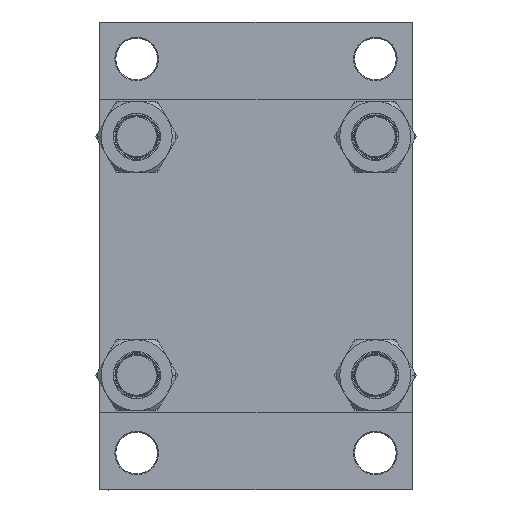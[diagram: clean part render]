
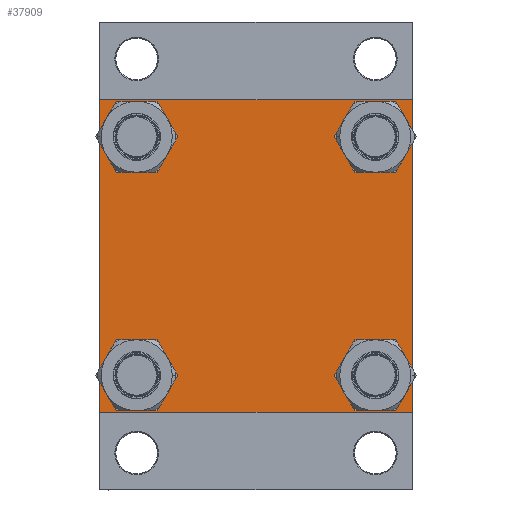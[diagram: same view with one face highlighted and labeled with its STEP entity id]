
A CAD part, left-side view. The second image highlights one B-rep face of the part: STEP entity #37909.
In plain terms, the highlighted planar face has unit normal (-1, 0, 0).
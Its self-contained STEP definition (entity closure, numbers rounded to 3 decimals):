
#667 = CARTESIAN_POINT ( 'NONE',  ( 0., 62.95, -62.95 ) ) ;
#1093 = VECTOR ( 'NONE', #36946, 1000. ) ;
#1631 = DIRECTION ( 'NONE',  ( 1., 0., 0. ) ) ;
#1741 = CARTESIAN_POINT ( 'NONE',  ( 0., -82.25, 82.25 ) ) ;
#1869 = AXIS2_PLACEMENT_3D ( 'NONE', #23114, #8187, #4338 ) ;
#2194 = CARTESIAN_POINT ( 'NONE',  ( 0., 82., 82.5 ) ) ;
#2504 = CARTESIAN_POINT ( 'NONE',  ( 0., 0., 0. ) ) ;
#2676 = ORIENTED_EDGE ( 'NONE', *, *, #3884, .T. ) ;
#3274 = CARTESIAN_POINT ( 'NONE',  ( 0., 62.95, -74.45 ) ) ;
#3884 = EDGE_CURVE ( 'NONE', #37974, #16047, #37154, .T. ) ;
#4338 = DIRECTION ( 'NONE',  ( 0., 0., 1. ) ) ;
#4575 = EDGE_LOOP ( 'NONE', ( #29239, #29200 ) ) ;
#4580 = VERTEX_POINT ( 'NONE', #38118 ) ;
#4746 = CARTESIAN_POINT ( 'NONE',  ( 0., 62.95, -51.45 ) ) ;
#5120 = ORIENTED_EDGE ( 'NONE', *, *, #42693, .T. ) ;
#6092 = DIRECTION ( 'NONE',  ( 0., 0., -1. ) ) ;
#6365 = DIRECTION ( 'NONE',  ( -1., 0., 0. ) ) ;
#6531 = VERTEX_POINT ( 'NONE', #39704 ) ;
#6840 = FACE_BOUND ( 'NONE', #9731, .T. ) ;
#7472 = VERTEX_POINT ( 'NONE', #25954 ) ;
#8187 = DIRECTION ( 'NONE',  ( 1., 0., 0. ) ) ;
#8279 = VERTEX_POINT ( 'NONE', #21904 ) ;
#8517 = DIRECTION ( 'NONE',  ( 0., -0.707, -0.707 ) ) ;
#8749 = VECTOR ( 'NONE', #28018, 1000. ) ;
#9053 = CARTESIAN_POINT ( 'NONE',  ( 0., -62.95, 74.45 ) ) ;
#9073 = DIRECTION ( 'NONE',  ( 1., 0., 0. ) ) ;
#9400 = CARTESIAN_POINT ( 'NONE',  ( 0., -82.5, 82. ) ) ;
#9426 = EDGE_CURVE ( 'NONE', #26120, #6531, #15670, .T. ) ;
#9496 = AXIS2_PLACEMENT_3D ( 'NONE', #667, #40696, #37080 ) ;
#9573 = CARTESIAN_POINT ( 'NONE',  ( 0., -62.95, 62.95 ) ) ;
#9731 = EDGE_LOOP ( 'NONE', ( #21799, #12134 ) ) ;
#9839 = ORIENTED_EDGE ( 'NONE', *, *, #17636, .T. ) ;
#9971 = FACE_BOUND ( 'NONE', #18046, .T. ) ;
#10188 = VERTEX_POINT ( 'NONE', #34646 ) ;
#10419 = EDGE_CURVE ( 'NONE', #4580, #26126, #31822, .T. ) ;
#10786 = DIRECTION ( 'NONE',  ( 0., -1., 0. ) ) ;
#11725 = VECTOR ( 'NONE', #27481, 1000. ) ;
#12134 = ORIENTED_EDGE ( 'NONE', *, *, #19799, .T. ) ;
#12167 = DIRECTION ( 'NONE',  ( 1., 0., 0. ) ) ;
#12206 = DIRECTION ( 'NONE',  ( 0., -0.707, 0.707 ) ) ;
#12342 = CARTESIAN_POINT ( 'NONE',  ( 0., 62.95, 74.45 ) ) ;
#12452 = VERTEX_POINT ( 'NONE', #3274 ) ;
#12628 = DIRECTION ( 'NONE',  ( 0., 0., 1. ) ) ;
#12718 = ORIENTED_EDGE ( 'NONE', *, *, #38722, .T. ) ;
#14414 = LINE ( 'NONE', #43836, #16693 ) ;
#14960 = ORIENTED_EDGE ( 'NONE', *, *, #18495, .T. ) ;
#15239 = LINE ( 'NONE', #25847, #1093 ) ;
#15283 = CARTESIAN_POINT ( 'NONE',  ( 0., -62.95, 51.45 ) ) ;
#15670 = CIRCLE ( 'NONE', #35765, 11.5 ) ;
#15686 = CIRCLE ( 'NONE', #9496, 11.5 ) ;
#15926 = LINE ( 'NONE', #19776, #11725 ) ;
#16047 = VERTEX_POINT ( 'NONE', #9053 ) ;
#16225 = CARTESIAN_POINT ( 'NONE',  ( 0., 82.25, -82.25 ) ) ;
#16491 = AXIS2_PLACEMENT_3D ( 'NONE', #37321, #25793, #17827 ) ;
#16500 = CARTESIAN_POINT ( 'NONE',  ( 0., -82.5, -82. ) ) ;
#16680 = EDGE_CURVE ( 'NONE', #16789, #12452, #15686, .T. ) ;
#16693 = VECTOR ( 'NONE', #10786, 1000. ) ;
#16789 = VERTEX_POINT ( 'NONE', #4746 ) ;
#17103 = CARTESIAN_POINT ( 'NONE',  ( 0., -82., 82.5 ) ) ;
#17294 = EDGE_CURVE ( 'NONE', #29528, #8279, #35517, .T. ) ;
#17636 = EDGE_CURVE ( 'NONE', #28740, #18050, #38886, .T. ) ;
#17827 = DIRECTION ( 'NONE',  ( 0., 0., 1. ) ) ;
#18046 = EDGE_LOOP ( 'NONE', ( #31785, #46985 ) ) ;
#18050 = VERTEX_POINT ( 'NONE', #17103 ) ;
#18495 = EDGE_CURVE ( 'NONE', #8279, #10188, #37496, .T. ) ;
#18660 = EDGE_CURVE ( 'NONE', #33003, #29528, #15239, .T. ) ;
#19632 = EDGE_CURVE ( 'NONE', #6531, #26120, #33461, .T. ) ;
#19776 = CARTESIAN_POINT ( 'NONE',  ( 0., 82.5, -82.5 ) ) ;
#19799 = EDGE_CURVE ( 'NONE', #12452, #16789, #41947, .T. ) ;
#19865 = CARTESIAN_POINT ( 'NONE',  ( 0., -62.95, -62.95 ) ) ;
#20071 = EDGE_LOOP ( 'NONE', ( #12718, #2676 ) ) ;
#20133 = CARTESIAN_POINT ( 'NONE',  ( 0., -82.25, -82.25 ) ) ;
#20373 = ORIENTED_EDGE ( 'NONE', *, *, #42489, .F. ) ;
#20403 = DIRECTION ( 'NONE',  ( 0., 0., 1. ) ) ;
#21326 = DIRECTION ( 'NONE',  ( 1., 0., 0. ) ) ;
#21701 = VECTOR ( 'NONE', #32237, 1000. ) ;
#21799 = ORIENTED_EDGE ( 'NONE', *, *, #16680, .T. ) ;
#21904 = CARTESIAN_POINT ( 'NONE',  ( 0., 82.5, -82. ) ) ;
#22364 = AXIS2_PLACEMENT_3D ( 'NONE', #2504, #6365, #24936 ) ;
#22861 = EDGE_LOOP ( 'NONE', ( #37093, #14960, #46516, #5120, #20373, #9839, #43639, #44985 ) ) ;
#23114 = CARTESIAN_POINT ( 'NONE',  ( 0., 62.95, -62.95 ) ) ;
#23158 = AXIS2_PLACEMENT_3D ( 'NONE', #9573, #1631, #46713 ) ;
#23777 = CARTESIAN_POINT ( 'NONE',  ( 0., -62.95, -62.95 ) ) ;
#24009 = CARTESIAN_POINT ( 'NONE',  ( 0., 82.5, 82. ) ) ;
#24936 = DIRECTION ( 'NONE',  ( 0., 0., 1. ) ) ;
#25600 = AXIS2_PLACEMENT_3D ( 'NONE', #26406, #12167, #34595 ) ;
#25793 = DIRECTION ( 'NONE',  ( 1., 0., 0. ) ) ;
#25847 = CARTESIAN_POINT ( 'NONE',  ( 0., 82.25, 82.25 ) ) ;
#25954 = CARTESIAN_POINT ( 'NONE',  ( 0., -82., -82.5 ) ) ;
#26120 = VERTEX_POINT ( 'NONE', #12342 ) ;
#26126 = VERTEX_POINT ( 'NONE', #34545 ) ;
#26406 = CARTESIAN_POINT ( 'NONE',  ( 0., -62.95, 62.95 ) ) ;
#27084 = VERTEX_POINT ( 'NONE', #16500 ) ;
#27481 = DIRECTION ( 'NONE',  ( 0., -1., 0. ) ) ;
#27615 = LINE ( 'NONE', #20133, #28669 ) ;
#28018 = DIRECTION ( 'NONE',  ( 0., 0.707, 0.707 ) ) ;
#28095 = CARTESIAN_POINT ( 'NONE',  ( 0., 62.95, 62.95 ) ) ;
#28669 = VECTOR ( 'NONE', #12206, 1000. ) ;
#28740 = VERTEX_POINT ( 'NONE', #9400 ) ;
#28760 = AXIS2_PLACEMENT_3D ( 'NONE', #19865, #34812, #12628 ) ;
#29200 = ORIENTED_EDGE ( 'NONE', *, *, #19632, .T. ) ;
#29239 = ORIENTED_EDGE ( 'NONE', *, *, #9426, .T. ) ;
#29338 = EDGE_CURVE ( 'NONE', #33003, #18050, #14414, .T. ) ;
#29421 = EDGE_CURVE ( 'NONE', #26126, #4580, #42110, .T. ) ;
#29528 = VERTEX_POINT ( 'NONE', #24009 ) ;
#31785 = ORIENTED_EDGE ( 'NONE', *, *, #10419, .T. ) ;
#31822 = CIRCLE ( 'NONE', #28760, 11.5 ) ;
#32002 = LINE ( 'NONE', #46487, #21701 ) ;
#32237 = DIRECTION ( 'NONE',  ( 0., 0., -1. ) ) ;
#32399 = FACE_BOUND ( 'NONE', #4575, .T. ) ;
#33003 = VERTEX_POINT ( 'NONE', #2194 ) ;
#33461 = CIRCLE ( 'NONE', #16491, 11.5 ) ;
#34545 = CARTESIAN_POINT ( 'NONE',  ( 0., -62.95, -74.45 ) ) ;
#34595 = DIRECTION ( 'NONE',  ( 0., 0., 1. ) ) ;
#34646 = CARTESIAN_POINT ( 'NONE',  ( 0., 82., -82.5 ) ) ;
#34812 = DIRECTION ( 'NONE',  ( 1., 0., 0. ) ) ;
#35517 = LINE ( 'NONE', #39141, #41103 ) ;
#35553 = PLANE ( 'NONE',  #22364 ) ;
#35574 = DIRECTION ( 'NONE',  ( 0., 0., 1. ) ) ;
#35765 = AXIS2_PLACEMENT_3D ( 'NONE', #28095, #21326, #35574 ) ;
#36946 = DIRECTION ( 'NONE',  ( 0., 0.707, -0.707 ) ) ;
#37080 = DIRECTION ( 'NONE',  ( 0., 0., 1. ) ) ;
#37093 = ORIENTED_EDGE ( 'NONE', *, *, #17294, .T. ) ;
#37154 = CIRCLE ( 'NONE', #25600, 11.5 ) ;
#37321 = CARTESIAN_POINT ( 'NONE',  ( 0., 62.95, 62.95 ) ) ;
#37496 = LINE ( 'NONE', #16225, #44981 ) ;
#37521 = AXIS2_PLACEMENT_3D ( 'NONE', #23777, #9073, #20403 ) ;
#37909 = ADVANCED_FACE ( 'NONE', ( #45467, #9971, #6840, #32399, #43026 ), #35553, .T. ) ;
#37974 = VERTEX_POINT ( 'NONE', #15283 ) ;
#38118 = CARTESIAN_POINT ( 'NONE',  ( 0., -62.95, -51.45 ) ) ;
#38722 = EDGE_CURVE ( 'NONE', #16047, #37974, #47042, .T. ) ;
#38886 = LINE ( 'NONE', #1741, #8749 ) ;
#39141 = CARTESIAN_POINT ( 'NONE',  ( 0., 82.5, 82.5 ) ) ;
#39704 = CARTESIAN_POINT ( 'NONE',  ( 0., 62.95, 51.45 ) ) ;
#40696 = DIRECTION ( 'NONE',  ( 1., 0., 0. ) ) ;
#41103 = VECTOR ( 'NONE', #6092, 1000. ) ;
#41751 = EDGE_CURVE ( 'NONE', #10188, #7472, #15926, .T. ) ;
#41947 = CIRCLE ( 'NONE', #1869, 11.5 ) ;
#42110 = CIRCLE ( 'NONE', #37521, 11.5 ) ;
#42489 = EDGE_CURVE ( 'NONE', #28740, #27084, #32002, .T. ) ;
#42693 = EDGE_CURVE ( 'NONE', #7472, #27084, #27615, .T. ) ;
#43026 = FACE_OUTER_BOUND ( 'NONE', #22861, .T. ) ;
#43639 = ORIENTED_EDGE ( 'NONE', *, *, #29338, .F. ) ;
#43836 = CARTESIAN_POINT ( 'NONE',  ( 0., 82.5, 82.5 ) ) ;
#44981 = VECTOR ( 'NONE', #8517, 1000. ) ;
#44985 = ORIENTED_EDGE ( 'NONE', *, *, #18660, .T. ) ;
#45467 = FACE_BOUND ( 'NONE', #20071, .T. ) ;
#46487 = CARTESIAN_POINT ( 'NONE',  ( 0., -82.5, 82.5 ) ) ;
#46516 = ORIENTED_EDGE ( 'NONE', *, *, #41751, .T. ) ;
#46713 = DIRECTION ( 'NONE',  ( 0., 0., 1. ) ) ;
#46985 = ORIENTED_EDGE ( 'NONE', *, *, #29421, .T. ) ;
#47042 = CIRCLE ( 'NONE', #23158, 11.5 ) ;
